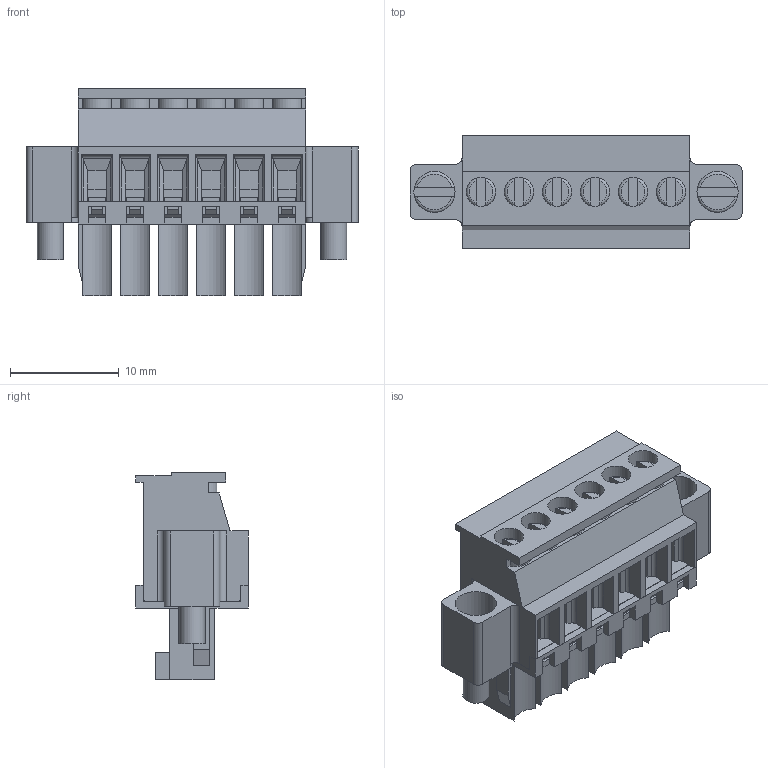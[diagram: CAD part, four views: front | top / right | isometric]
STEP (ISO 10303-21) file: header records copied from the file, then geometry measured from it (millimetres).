
FILE_DESCRIPTION( ( 'Unknown' ), '1' );
FILE_NAME( '691367110006.stp', 'Unknown', ( 'Quentin LAIDEBEUR' ), ( 'WE' ), 'PSStep 15.0.49', 'Sample-box', ' ' );
FILE_SCHEMA( ( 'AUTOMOTIVE_DESIGN { 1 0 10303 214 1 1 1 1 }' ) );
Length unit declared in the file: millimetre
Products named in the file (7): Assem1; 691367110006; 691367110006_Bas; 6913671100xx_Cage; 6913671100xx; 6913671100xx_VIS; 6913671100xx_VIS Flange
Assembly tree (22 placements, depth 2):
  Assem1
    691367110006
    691367110006_Bas
    6913671100xx_Cage  x6
    6913671100xx  x6
    6913671100xx_VIS  x6
    6913671100xx_VIS Flange  x2
Bounding box: 30.6 x 10.4 x 19.1 mm (x, y, z)
Volume: 1950.4 mm3; surface area: 6776.5 mm2
Topology: 22 solids, 22 shells, 1230 faces, 3292 edges, 2102 vertices
Faces by surface type: plane 976, cylinder 224, torus 30
Full cylindrical faces by diameter (mm): 1.5 x6, 1.7 x6, 1.9 x12, 2.1 x6, 2.4 x2, 2.5 x2, 2.7 x12, 3.8 x4
Entity records: 29760 total; most frequent: CARTESIAN_POINT 4253, ORIENTED_EDGE 4070, DIRECTION 3772, EDGE_CURVE 2035, LINE 1796, VECTOR 1796, VERTEX_POINT 1325, AXIS2_PLACEMENT_3D 988
